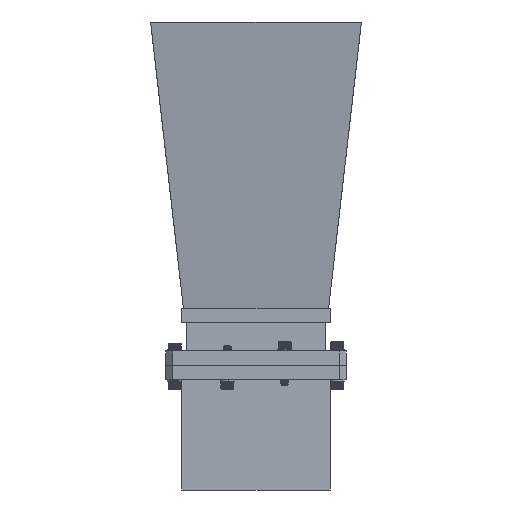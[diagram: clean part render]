
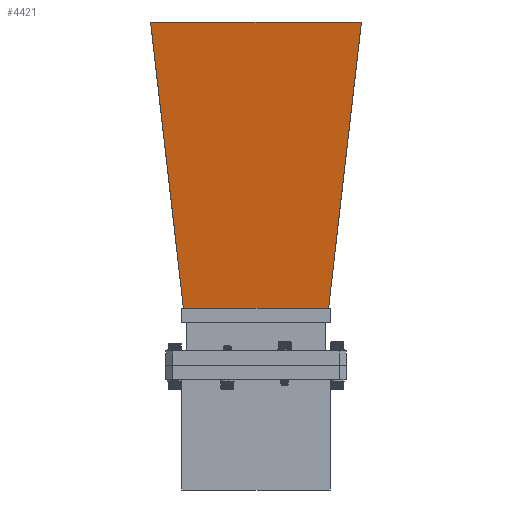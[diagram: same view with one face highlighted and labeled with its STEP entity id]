
A CAD part, front view. The second image highlights one B-rep face of the part: STEP entity #4421.
In plain terms, the highlighted face is planar.
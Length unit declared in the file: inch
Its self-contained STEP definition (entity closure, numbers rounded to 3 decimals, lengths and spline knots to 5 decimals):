
#786 = AXIS2_PLACEMENT_3D ( 'NONE', #12176, #8023, #3111 ) ;
#1477 = DIRECTION ( 'NONE',  ( 0., 0., 1. ) ) ;
#1916 = LINE ( 'NONE', #11178, #2355 ) ;
#1926 = PLANE ( 'NONE',  #786 ) ;
#2156 = EDGE_CURVE ( 'NONE', #9466, #13240, #5441, .T. ) ;
#2355 = VECTOR ( 'NONE', #7522, 39.37008 ) ;
#2924 = EDGE_LOOP ( 'NONE', ( #6444, #7504, #14724, #6747 ) ) ;
#3111 = DIRECTION ( 'NONE',  ( -0.991, -0.133, 0. ) ) ;
#3775 = CARTESIAN_POINT ( 'NONE',  ( -5.23693, -1.338, -1.8415 ) ) ;
#4421 = ADVANCED_FACE ( 'NONE', ( #6837 ), #1926, .F. ) ;
#4622 = VERTEX_POINT ( 'NONE', #8551 ) ;
#5441 = LINE ( 'NONE', #6716, #7235 ) ;
#5611 = EDGE_CURVE ( 'NONE', #4622, #6724, #14155, .T. ) ;
#6444 = ORIENTED_EDGE ( 'NONE', *, *, #2156, .T. ) ;
#6716 = CARTESIAN_POINT ( 'NONE',  ( -5.23693, -1.338, 6.72387 ) ) ;
#6724 = VERTEX_POINT ( 'NONE', #11367 ) ;
#6747 = ORIENTED_EDGE ( 'NONE', *, *, #12197, .F. ) ;
#6837 = FACE_OUTER_BOUND ( 'NONE', #2924, .T. ) ;
#7202 = VECTOR ( 'NONE', #1477, 39.37008 ) ;
#7235 = VECTOR ( 'NONE', #14686, 39.37008 ) ;
#7504 = ORIENTED_EDGE ( 'NONE', *, *, #7729, .T. ) ;
#7522 = DIRECTION ( 'NONE',  ( 0.985, 0.132, -0.113 ) ) ;
#7543 = CARTESIAN_POINT ( 'NONE',  ( -5.23693, -1.338, 1.8415 ) ) ;
#7729 = EDGE_CURVE ( 'NONE', #13240, #4622, #9668, .T. ) ;
#8023 = DIRECTION ( 'NONE',  ( -0.133, 0.991, 0. ) ) ;
#8191 = CARTESIAN_POINT ( 'NONE',  ( -0.25, -0.66726, -2.60492 ) ) ;
#8551 = CARTESIAN_POINT ( 'NONE',  ( -0.25, -0.66726, -1.268 ) ) ;
#8964 = VECTOR ( 'NONE', #13036, 39.37008 ) ;
#9466 = VERTEX_POINT ( 'NONE', #7543 ) ;
#9668 = LINE ( 'NONE', #10879, #8964 ) ;
#10879 = CARTESIAN_POINT ( 'NONE',  ( -0.52894, -0.70478, -1.30008 ) ) ;
#11178 = CARTESIAN_POINT ( 'NONE',  ( -0.52894, -0.70478, 1.30008 ) ) ;
#11367 = CARTESIAN_POINT ( 'NONE',  ( -0.25, -0.66726, 1.268 ) ) ;
#12176 = CARTESIAN_POINT ( 'NONE',  ( 0.08371, -0.62237, 6.72387 ) ) ;
#12197 = EDGE_CURVE ( 'NONE', #9466, #6724, #1916, .T. ) ;
#13036 = DIRECTION ( 'NONE',  ( 0.985, 0.132, 0.113 ) ) ;
#13240 = VERTEX_POINT ( 'NONE', #3775 ) ;
#14155 = LINE ( 'NONE', #8191, #7202 ) ;
#14686 = DIRECTION ( 'NONE',  ( 0., 0., -1. ) ) ;
#14724 = ORIENTED_EDGE ( 'NONE', *, *, #5611, .T. ) ;
